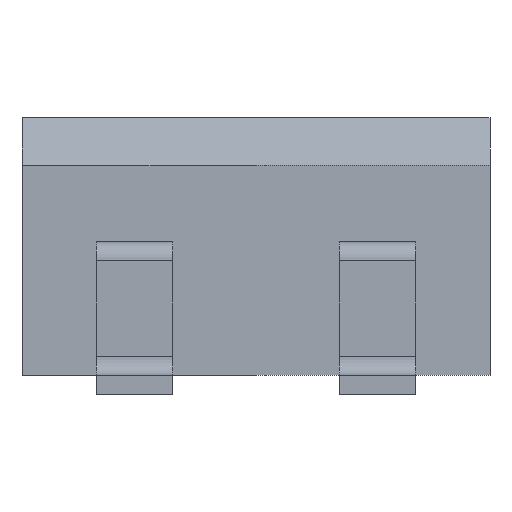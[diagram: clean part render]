
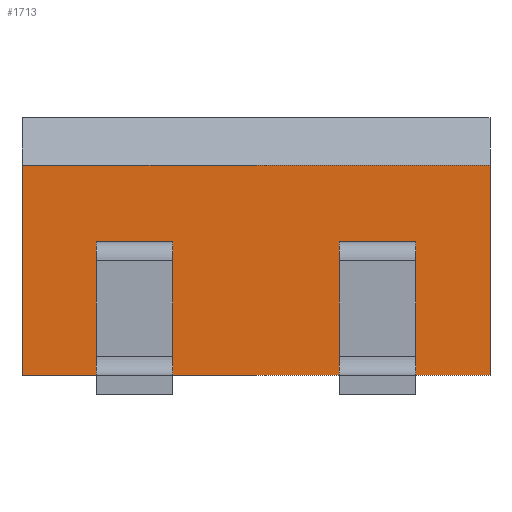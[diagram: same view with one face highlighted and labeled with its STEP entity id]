
A CAD part, front view. The second image highlights one B-rep face of the part: STEP entity #1713.
In plain terms, the highlighted planar face has unit normal (0, -1, 0).
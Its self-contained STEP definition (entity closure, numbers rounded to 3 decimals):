
#1709 = EDGE_CURVE ( 'NONE', #1710, #1755, #6878, .T. ) ;
#1710 = VERTEX_POINT ( 'NONE', #6887 ) ;
#1713 = ADVANCED_FACE ( 'NONE', ( #6881 ), #6934, .F. ) ;
#1714 = EDGE_LOOP ( 'NONE', ( #1715, #1719, #1721, #1722 ) ) ;
#1715 = ORIENTED_EDGE ( 'NONE', *, *, #1716, .F. ) ;
#1716 = EDGE_CURVE ( 'NONE', #1717, #1718, #6929, .T. ) ;
#1717 = VERTEX_POINT ( 'NONE', #6925 ) ;
#1718 = VERTEX_POINT ( 'NONE', #6924 ) ;
#1719 = ORIENTED_EDGE ( 'NONE', *, *, #1720, .T. ) ;
#1720 = EDGE_CURVE ( 'NONE', #1717, #1710, #6923, .T. ) ;
#1721 = ORIENTED_EDGE ( 'NONE', *, *, #1709, .T. ) ;
#1722 = ORIENTED_EDGE ( 'NONE', *, *, #1723, .T. ) ;
#1723 = EDGE_CURVE ( 'NONE', #1755, #1718, #6973, .T. ) ;
#1755 = VERTEX_POINT ( 'NONE', #7059 ) ;
#6875 = DIRECTION ( 'NONE',  ( 0., 0., -1. ) ) ;
#6876 = VECTOR ( 'NONE', #6875, 1000. ) ;
#6877 = CARTESIAN_POINT ( 'NONE',  ( -2.45, -2.1, 2.9 ) ) ;
#6878 = LINE ( 'NONE', #6877, #6876 ) ;
#6881 = FACE_OUTER_BOUND ( 'NONE', #1714, .T. ) ;
#6887 = CARTESIAN_POINT ( 'NONE',  ( -2.45, -2.1, 2.4 ) ) ;
#6923 = LINE ( 'NONE', #6977, #6976 ) ;
#6924 = CARTESIAN_POINT ( 'NONE',  ( 2.45, -2.1, 0.2 ) ) ;
#6925 = CARTESIAN_POINT ( 'NONE',  ( 2.45, -2.1, 2.4 ) ) ;
#6926 = DIRECTION ( 'NONE',  ( 0., 0., -1. ) ) ;
#6927 = VECTOR ( 'NONE', #6926, 1000. ) ;
#6928 = CARTESIAN_POINT ( 'NONE',  ( 2.45, -2.1, 2.9 ) ) ;
#6929 = LINE ( 'NONE', #6928, #6927 ) ;
#6930 = DIRECTION ( 'NONE',  ( 0., 0., 1. ) ) ;
#6931 = DIRECTION ( 'NONE',  ( 0., 1., 0. ) ) ;
#6932 = CARTESIAN_POINT ( 'NONE',  ( -2.45, -2.1, 2.9 ) ) ;
#6933 = AXIS2_PLACEMENT_3D ( 'NONE', #6932, #6931, #6930 ) ;
#6934 = PLANE ( 'NONE',  #6933 ) ;
#6970 = DIRECTION ( 'NONE',  ( 1., 0., 0. ) ) ;
#6971 = VECTOR ( 'NONE', #6970, 1000. ) ;
#6972 = CARTESIAN_POINT ( 'NONE',  ( -2.45, -2.1, 0.2 ) ) ;
#6973 = LINE ( 'NONE', #6972, #6971 ) ;
#6975 = DIRECTION ( 'NONE',  ( -1., 0., 0. ) ) ;
#6976 = VECTOR ( 'NONE', #6975, 1000. ) ;
#6977 = CARTESIAN_POINT ( 'NONE',  ( -2.45, -2.1, 2.4 ) ) ;
#7059 = CARTESIAN_POINT ( 'NONE',  ( -2.45, -2.1, 0.2 ) ) ;
